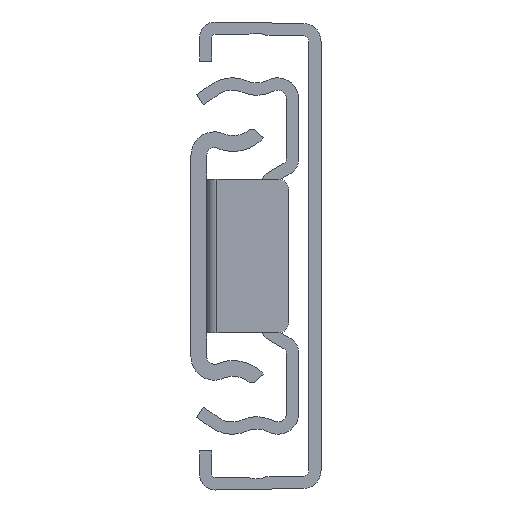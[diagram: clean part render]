
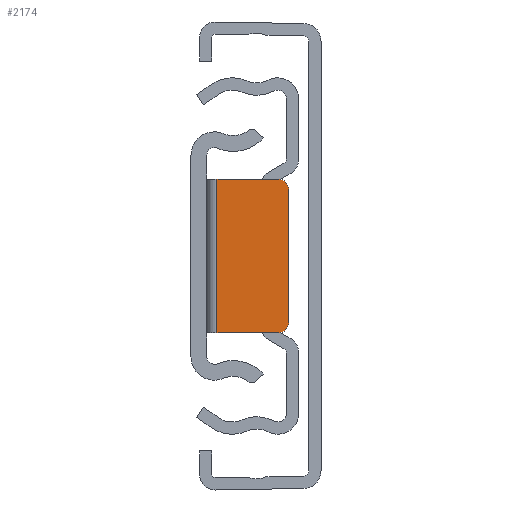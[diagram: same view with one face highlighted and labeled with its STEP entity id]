
A CAD part, left-side view. The second image highlights one B-rep face of the part: STEP entity #2174.
In plain terms, the highlighted face is planar.
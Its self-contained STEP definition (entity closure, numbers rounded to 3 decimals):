
#495 = CARTESIAN_POINT ( 'NONE',  ( 7.5, -2.541, -1.5 ) ) ;
#1175 = DIRECTION ( 'NONE',  ( 0., 0., 1. ) ) ;
#1419 = ORIENTED_EDGE ( 'NONE', *, *, #3760, .T. ) ;
#1462 = EDGE_CURVE ( 'NONE', #2691, #8547, #9378, .T. ) ;
#1619 = CARTESIAN_POINT ( 'NONE',  ( -6.5, -8.541, -1.5 ) ) ;
#2067 = CIRCLE ( 'NONE', #2823, 1. ) ;
#2174 = ADVANCED_FACE ( 'NONE', ( #4012 ), #5397, .F. ) ;
#2293 = EDGE_CURVE ( 'NONE', #4222, #8547, #4196, .T. ) ;
#2402 = AXIS2_PLACEMENT_3D ( 'NONE', #1619, #5795, #5223 ) ;
#2448 = ORIENTED_EDGE ( 'NONE', *, *, #3113, .T. ) ;
#2497 = DIRECTION ( 'NONE',  ( 1., 0., 0. ) ) ;
#2691 = VERTEX_POINT ( 'NONE', #5001 ) ;
#2823 = AXIS2_PLACEMENT_3D ( 'NONE', #2872, #3584, #6484 ) ;
#2872 = CARTESIAN_POINT ( 'NONE',  ( 6.5, -8.541, -1.5 ) ) ;
#2947 = AXIS2_PLACEMENT_3D ( 'NONE', #7676, #1175, #9194 ) ;
#3068 = CARTESIAN_POINT ( 'NONE',  ( -7.5, -9.541, -1.5 ) ) ;
#3113 = EDGE_CURVE ( 'NONE', #4222, #5931, #2067, .T. ) ;
#3147 = CARTESIAN_POINT ( 'NONE',  ( -6.5, -9.541, -1.5 ) ) ;
#3550 = CARTESIAN_POINT ( 'NONE',  ( 6.5, -9.541, -1.5 ) ) ;
#3554 = LINE ( 'NONE', #6592, #3865 ) ;
#3584 = DIRECTION ( 'NONE',  ( 0., 0., -1. ) ) ;
#3691 = CARTESIAN_POINT ( 'NONE',  ( -7.5, -8.541, -1.5 ) ) ;
#3760 = EDGE_CURVE ( 'NONE', #6378, #5932, #9225, .T. ) ;
#3865 = VECTOR ( 'NONE', #5783, 1000. ) ;
#3998 = ORIENTED_EDGE ( 'NONE', *, *, #2293, .F. ) ;
#4012 = FACE_OUTER_BOUND ( 'NONE', #6262, .T. ) ;
#4196 = LINE ( 'NONE', #4962, #8880 ) ;
#4222 = VERTEX_POINT ( 'NONE', #5786 ) ;
#4723 = VECTOR ( 'NONE', #4897, 1000. ) ;
#4897 = DIRECTION ( 'NONE',  ( 1., 0., 0. ) ) ;
#4962 = CARTESIAN_POINT ( 'NONE',  ( 7.5, -9.541, -1.5 ) ) ;
#5001 = CARTESIAN_POINT ( 'NONE',  ( -7.5, -2.541, -1.5 ) ) ;
#5013 = ORIENTED_EDGE ( 'NONE', *, *, #6029, .F. ) ;
#5223 = DIRECTION ( 'NONE',  ( 1., 0., 0. ) ) ;
#5397 = PLANE ( 'NONE',  #2947 ) ;
#5542 = ORIENTED_EDGE ( 'NONE', *, *, #7947, .T. ) ;
#5783 = DIRECTION ( 'NONE',  ( 0., 1., 0. ) ) ;
#5786 = CARTESIAN_POINT ( 'NONE',  ( 7.5, -8.541, -1.5 ) ) ;
#5795 = DIRECTION ( 'NONE',  ( 0., 0., -1. ) ) ;
#5931 = VERTEX_POINT ( 'NONE', #3550 ) ;
#5932 = VERTEX_POINT ( 'NONE', #3691 ) ;
#6029 = EDGE_CURVE ( 'NONE', #6378, #5931, #7389, .T. ) ;
#6262 = EDGE_LOOP ( 'NONE', ( #3998, #2448, #5013, #1419, #5542, #7236 ) ) ;
#6338 = VECTOR ( 'NONE', #2497, 1000. ) ;
#6378 = VERTEX_POINT ( 'NONE', #3147 ) ;
#6484 = DIRECTION ( 'NONE',  ( 1., 0., 0. ) ) ;
#6592 = CARTESIAN_POINT ( 'NONE',  ( -7.5, -9.541, -1.5 ) ) ;
#7236 = ORIENTED_EDGE ( 'NONE', *, *, #1462, .T. ) ;
#7389 = LINE ( 'NONE', #3068, #6338 ) ;
#7676 = CARTESIAN_POINT ( 'NONE',  ( -7.5, -9.541, -1.5 ) ) ;
#7947 = EDGE_CURVE ( 'NONE', #5932, #2691, #3554, .T. ) ;
#8547 = VERTEX_POINT ( 'NONE', #8963 ) ;
#8880 = VECTOR ( 'NONE', #9300, 1000. ) ;
#8963 = CARTESIAN_POINT ( 'NONE',  ( 7.5, -2.541, -1.5 ) ) ;
#9194 = DIRECTION ( 'NONE',  ( 1., 0., 0. ) ) ;
#9225 = CIRCLE ( 'NONE', #2402, 1. ) ;
#9300 = DIRECTION ( 'NONE',  ( 0., 1., 0. ) ) ;
#9378 = LINE ( 'NONE', #495, #4723 ) ;
